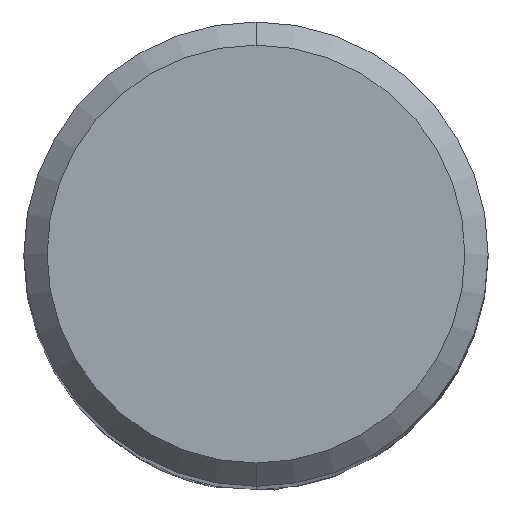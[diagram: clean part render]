
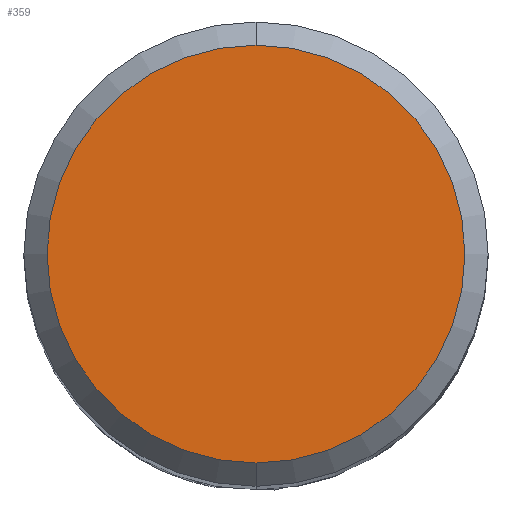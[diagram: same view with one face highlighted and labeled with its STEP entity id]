
A CAD part, top view. The second image highlights one B-rep face of the part: STEP entity #359.
In plain terms, the highlighted planar face has unit normal (0, 0, 1).
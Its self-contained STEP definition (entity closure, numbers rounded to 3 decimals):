
#359=ADVANCED_FACE('',(#934),#935,.T.);
#377=VERTEX_POINT('',#955);
#639=EDGE_CURVE('',#707,#377,#1240,.T.);
#653=EDGE_CURVE('',#377,#707,#1254,.T.);
#707=VERTEX_POINT('',#1313);
#934=FACE_OUTER_BOUND('',#1643,.T.);
#935=PLANE('',#1644);
#955=CARTESIAN_POINT('',(0.0,4.5,0.0));
#1240=CIRCLE('',#5118,4.5);
#1254=CIRCLE('',#5216,4.5);
#1313=CARTESIAN_POINT('',(0.,-4.5,0.0));
#1643=EDGE_LOOP('',(#6015,#6016));
#1644=AXIS2_PLACEMENT_3D('',#6017,#6018,#6019);
#5118=AXIS2_PLACEMENT_3D('',#6314,#6315,#6316);
#5216=AXIS2_PLACEMENT_3D('',#6320,#6321,#6322);
#6015=ORIENTED_EDGE('',*,*,#653,.F.);
#6016=ORIENTED_EDGE('',*,*,#639,.F.);
#6017=CARTESIAN_POINT('',(0.0,2.25,0.0));
#6018=DIRECTION('',(-0.0,0.0,1.0));
#6019=DIRECTION('',(0.0,-1.0,0.0));
#6314=CARTESIAN_POINT('',(0.0,0.0,0.0));
#6315=DIRECTION('',(0.0,0.0,-1.0));
#6316=DIRECTION('',(0.0,1.0,0.0));
#6320=CARTESIAN_POINT('',(0.0,0.0,0.0));
#6321=DIRECTION('',(0.0,0.0,-1.0));
#6322=DIRECTION('',(0.0,1.0,0.0));
